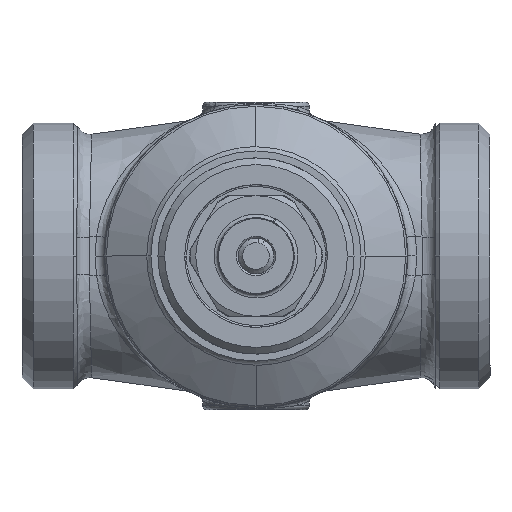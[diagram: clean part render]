
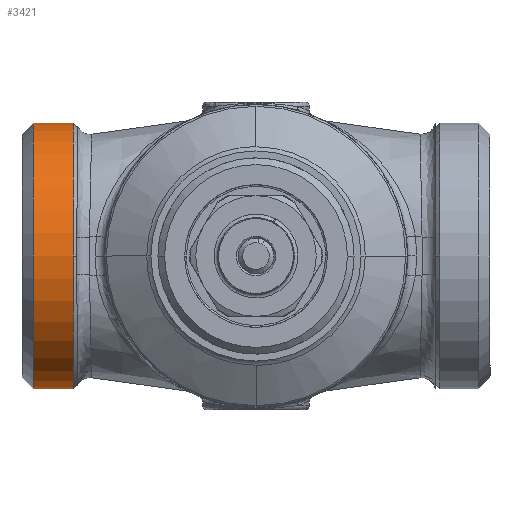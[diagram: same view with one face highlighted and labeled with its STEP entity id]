
A CAD part, front view. The second image highlights one B-rep face of the part: STEP entity #3421.
In plain terms, the highlighted cylindrical face has radius 29.805 mm (diameter 59.61 mm), a partial arc.
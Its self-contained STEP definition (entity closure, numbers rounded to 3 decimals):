
#3332=CARTESIAN_POINT('Vertex',(-50.,0.,-29.805)) ;
#3335=CARTESIAN_POINT('Axis2P3D Location',(-50.,0.,0.)) ;
#3339=CARTESIAN_POINT('Vertex',(-50.,0.,29.805)) ;
#3383=CARTESIAN_POINT('Axis2P3D Location',(-52.5,0.,0.)) ;
#3388=CARTESIAN_POINT('Line Origine',(-52.5,0.,-29.805)) ;
#3392=CARTESIAN_POINT('Vertex',(-41.043,0.,-29.805)) ;
#3395=CARTESIAN_POINT('Axis2P3D Location',(-41.043,0.,0.)) ;
#3399=CARTESIAN_POINT('Vertex',(-41.043,-29.805,0.)) ;
#3402=CARTESIAN_POINT('Axis2P3D Location',(-41.043,0.,0.)) ;
#3406=CARTESIAN_POINT('Vertex',(-41.043,0.,29.805)) ;
#3409=CARTESIAN_POINT('Line Origine',(-52.5,0.,29.805)) ;
#3336=DIRECTION('Axis2P3D Direction',(-1.,0.,0.)) ;
#3384=DIRECTION('Axis2P3D Direction',(-1.,0.,0.)) ;
#3385=DIRECTION('Axis2P3D XDirection',(0.,0.,-1.)) ;
#3389=DIRECTION('Vector Direction',(-1.,0.,0.)) ;
#3396=DIRECTION('Axis2P3D Direction',(-1.,0.,0.)) ;
#3403=DIRECTION('Axis2P3D Direction',(-1.,0.,0.)) ;
#3410=DIRECTION('Vector Direction',(-1.,0.,0.)) ;
#3337=AXIS2_PLACEMENT_3D('Circle Axis2P3D',#3335,#3336,$) ;
#3386=AXIS2_PLACEMENT_3D('Cylinder Axis2P3D',#3383,#3384,#3385) ;
#3397=AXIS2_PLACEMENT_3D('Circle Axis2P3D',#3395,#3396,$) ;
#3404=AXIS2_PLACEMENT_3D('Circle Axis2P3D',#3402,#3403,$) ;
#3415=ORIENTED_EDGE('',*,*,#3394,.T.) ;
#3416=ORIENTED_EDGE('',*,*,#3401,.T.) ;
#3417=ORIENTED_EDGE('',*,*,#3408,.T.) ;
#3418=ORIENTED_EDGE('',*,*,#3413,.F.) ;
#3419=ORIENTED_EDGE('',*,*,#3341,.F.) ;
#3390=VECTOR('Line Direction',#3389,1.) ;
#3411=VECTOR('Line Direction',#3410,1.) ;
#3421=ADVANCED_FACE('MANIFOLD_SOLID_BREP #11390',(#3420),#3387,.T.) ;
#3338=CIRCLE('generated circle',#3337,29.805) ;
#3398=CIRCLE('generated circle',#3397,29.805) ;
#3405=CIRCLE('generated circle',#3404,29.805) ;
#3387=CYLINDRICAL_SURFACE('generated cylinder',#3386,29.805) ;
#3341=EDGE_CURVE('',#3333,#3340,#3338,.T.) ;
#3394=EDGE_CURVE('',#3333,#3393,#3391,.F.) ;
#3401=EDGE_CURVE('',#3393,#3400,#3398,.T.) ;
#3408=EDGE_CURVE('',#3400,#3407,#3405,.T.) ;
#3413=EDGE_CURVE('',#3340,#3407,#3412,.F.) ;
#3414=EDGE_LOOP('',(#3415,#3416,#3417,#3418,#3419)) ;
#3420=FACE_OUTER_BOUND('',#3414,.T.) ;
#3391=LINE('Line',#3388,#3390) ;
#3412=LINE('Line',#3409,#3411) ;
#3333=VERTEX_POINT('',#3332) ;
#3340=VERTEX_POINT('',#3339) ;
#3393=VERTEX_POINT('',#3392) ;
#3400=VERTEX_POINT('',#3399) ;
#3407=VERTEX_POINT('',#3406) ;
